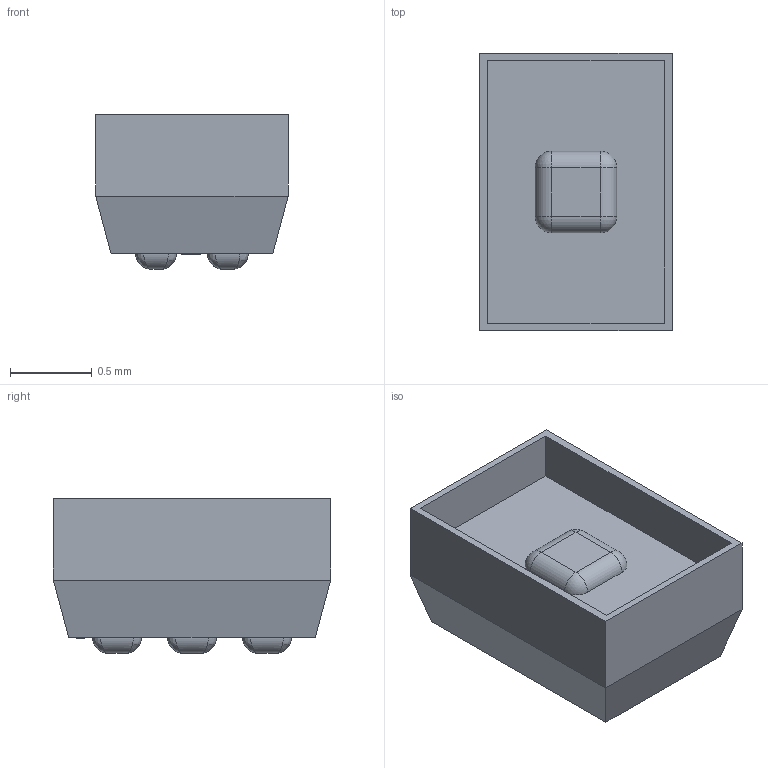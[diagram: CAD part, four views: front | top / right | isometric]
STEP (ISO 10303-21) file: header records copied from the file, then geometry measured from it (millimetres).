
FILE_DESCRIPTION (( 'STEP AP214' ), '1' );
FILE_NAME ('SENSORM-SMD_MXC4005XC.step', '2022-07-12T15:05:54', ( '' ), ( '' ), 'SwSTEP 2.0', 'SolidWorks 2020', '' );
FILE_SCHEMA (( 'AUTOMOTIVE_DESIGN' ));
Length unit declared in the file: millimetre
Products named in the file (1): SENSORM-SMD_MXC4005XC
Bounding box: 1.18 x 1.7 x 0.95 mm (x, y, z)
Volume: 1.1 mm3; surface area: 14.4 mm2
Topology: 2 solids, 2 shells, 425 faces, 1161 edges, 746 vertices
Faces by surface type: plane 223, bspline 170, cylinder 28, sphere 4
Entity records: 18866 total; most frequent: CARTESIAN_POINT 6467, ORIENTED_EDGE 2266, DIRECTION 1337, EDGE_CURVE 1133, LINE 753, VECTOR 753, VERTEX_POINT 746, EDGE_LOOP 459
